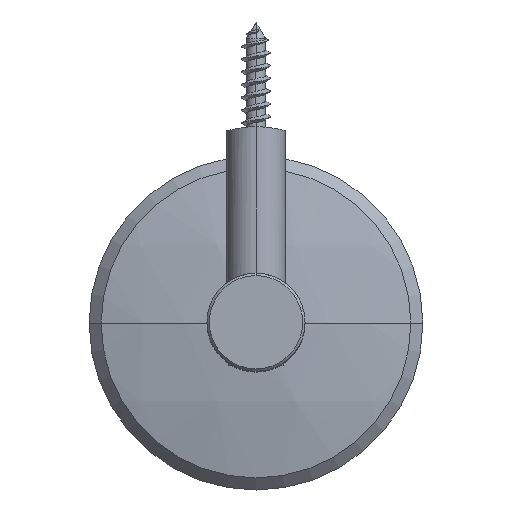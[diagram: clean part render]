
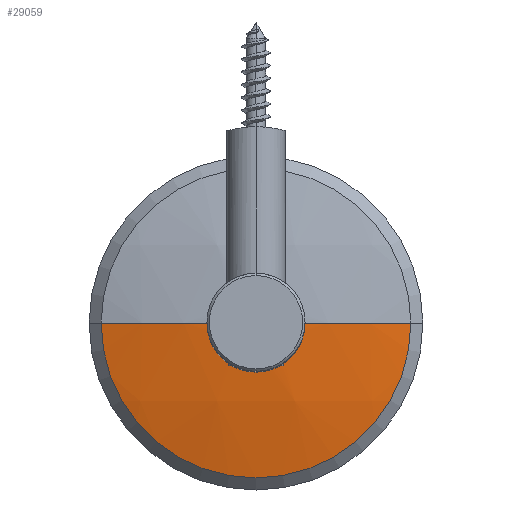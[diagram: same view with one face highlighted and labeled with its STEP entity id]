
A CAD part, top view. The second image highlights one B-rep face of the part: STEP entity #29059.
In plain terms, the highlighted spherical face has radius 137.202 mm.
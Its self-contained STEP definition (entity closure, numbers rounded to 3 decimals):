
#400 = CARTESIAN_POINT ( 'NONE',  ( 0., -132.202, 0. ) ) ;
#539 = DIRECTION ( 'NONE',  ( 0., 0., 1. ) ) ;
#1991 = EDGE_CURVE ( 'NONE', #33058, #18634, #39939, .T. ) ;
#2162 = EDGE_CURVE ( 'NONE', #28544, #18634, #25852, .T. ) ;
#3167 = AXIS2_PLACEMENT_3D ( 'NONE', #13750, #9905, #13488 ) ;
#4331 = AXIS2_PLACEMENT_3D ( 'NONE', #29134, #12631, #6014 ) ;
#4576 = ORIENTED_EDGE ( 'NONE', *, *, #2162, .T. ) ;
#5346 = DIRECTION ( 'NONE',  ( 0., 0., -1. ) ) ;
#6014 = DIRECTION ( 'NONE',  ( 1., 0., 0. ) ) ;
#7097 = FACE_OUTER_BOUND ( 'NONE', #33102, .T. ) ;
#9105 = ORIENTED_EDGE ( 'NONE', *, *, #20514, .F. ) ;
#9905 = DIRECTION ( 'NONE',  ( 0., 1., 0. ) ) ;
#12137 = DIRECTION ( 'NONE',  ( -1., 0., 0. ) ) ;
#12631 = DIRECTION ( 'NONE',  ( 0., 0., -1. ) ) ;
#12679 = CARTESIAN_POINT ( 'NONE',  ( -31.55, 1.323, 0. ) ) ;
#13488 = DIRECTION ( 'NONE',  ( -1., 0., 0. ) ) ;
#13680 = ORIENTED_EDGE ( 'NONE', *, *, #1991, .F. ) ;
#13750 = CARTESIAN_POINT ( 'NONE',  ( 0., 1.323, 0. ) ) ;
#16709 = CARTESIAN_POINT ( 'NONE',  ( -6.25, 4.858, 0. ) ) ;
#16722 = DIRECTION ( 'NONE',  ( 1., 0., 0. ) ) ;
#18634 = VERTEX_POINT ( 'NONE', #34170 ) ;
#20514 = EDGE_CURVE ( 'NONE', #41508, #33058, #36401, .T. ) ;
#21611 = DIRECTION ( 'NONE',  ( -1., 0., 0. ) ) ;
#21964 = CARTESIAN_POINT ( 'NONE',  ( 0., -132.202, 0. ) ) ;
#22561 = AXIS2_PLACEMENT_3D ( 'NONE', #400, #539, #16722 ) ;
#25852 = CIRCLE ( 'NONE', #22561, 137.202 ) ;
#27453 = CARTESIAN_POINT ( 'NONE',  ( 31.55, 1.323, 0. ) ) ;
#28544 = VERTEX_POINT ( 'NONE', #27453 ) ;
#29059 = ADVANCED_FACE ( 'NONE', ( #7097 ), #41319, .T. ) ;
#29134 = CARTESIAN_POINT ( 'NONE',  ( 0., -132.202, 0. ) ) ;
#31320 = CARTESIAN_POINT ( 'NONE',  ( 0., 4.858, 0. ) ) ;
#33058 = VERTEX_POINT ( 'NONE', #16709 ) ;
#33102 = EDGE_LOOP ( 'NONE', ( #9105, #39802, #4576, #13680 ) ) ;
#34170 = CARTESIAN_POINT ( 'NONE',  ( 6.25, 4.858, 0. ) ) ;
#34490 = AXIS2_PLACEMENT_3D ( 'NONE', #31320, #41534, #21611 ) ;
#36401 = CIRCLE ( 'NONE', #41142, 137.202 ) ;
#39543 = CIRCLE ( 'NONE', #3167, 31.55 ) ;
#39802 = ORIENTED_EDGE ( 'NONE', *, *, #42025, .T. ) ;
#39939 = CIRCLE ( 'NONE', #34490, 6.25 ) ;
#41142 = AXIS2_PLACEMENT_3D ( 'NONE', #21964, #5346, #12137 ) ;
#41319 = SPHERICAL_SURFACE ( 'NONE', #4331, 137.202 ) ;
#41508 = VERTEX_POINT ( 'NONE', #12679 ) ;
#41534 = DIRECTION ( 'NONE',  ( 0., 1., 0. ) ) ;
#42025 = EDGE_CURVE ( 'NONE', #41508, #28544, #39543, .T. ) ;
